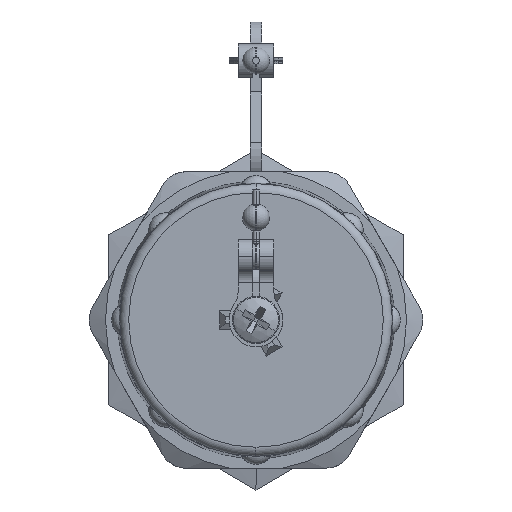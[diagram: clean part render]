
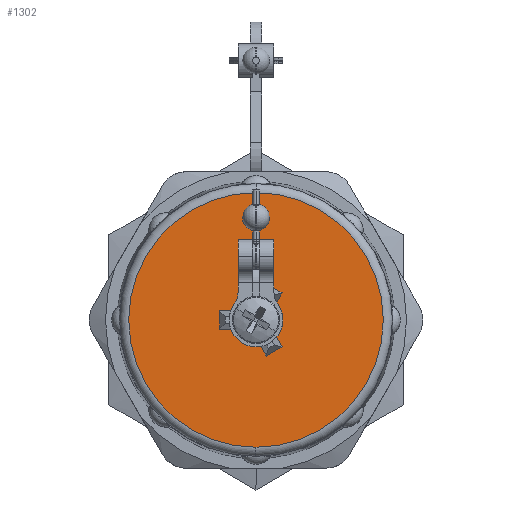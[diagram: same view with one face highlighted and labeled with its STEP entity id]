
A CAD part, left-side view. The second image highlights one B-rep face of the part: STEP entity #1302.
In plain terms, the highlighted face is planar.
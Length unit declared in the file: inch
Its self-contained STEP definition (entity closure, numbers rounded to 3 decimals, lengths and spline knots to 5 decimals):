
#341 = VERTEX_POINT ( 'NONE', #30680 ) ;
#371 = CARTESIAN_POINT ( 'NONE',  ( 0.63, -0.11464, -0.11856 ) ) ;
#610 = CARTESIAN_POINT ( 'NONE',  ( 0.63, 0.16, 0.04 ) ) ;
#736 = EDGE_CURVE ( 'NONE', #60828, #37149, #11490, .T. ) ;
#1302 = ADVANCED_FACE ( 'NONE', ( #47475, #42623 ), #26726, .T. ) ;
#1902 = EDGE_CURVE ( 'NONE', #10518, #48398, #56435, .T. ) ;
#1935 = AXIS2_PLACEMENT_3D ( 'NONE', #48608, #23295, #23935 ) ;
#4308 = ORIENTED_EDGE ( 'NONE', *, *, #1902, .F. ) ;
#4944 = CARTESIAN_POINT ( 'NONE',  ( 0.63, 0.07782, -0.04 ) ) ;
#5677 = VECTOR ( 'NONE', #30039, 39.37008 ) ;
#5772 = VECTOR ( 'NONE', #12577, 39.37008 ) ;
#5897 = DIRECTION ( 'NONE',  ( 1., 0., 0. ) ) ;
#7105 = EDGE_CURVE ( 'NONE', #48398, #341, #42625, .T. ) ;
#9108 = EDGE_CURVE ( 'NONE', #37054, #50472, #52565, .T. ) ;
#9542 = EDGE_CURVE ( 'NONE', #341, #47015, #56909, .T. ) ;
#9576 = DIRECTION ( 'NONE',  ( 1., 0., 0. ) ) ;
#10401 = CARTESIAN_POINT ( 'NONE',  ( 0.63, 0.07782, 0.04 ) ) ;
#10417 = CARTESIAN_POINT ( 'NONE',  ( 0.63, 0., -0.04 ) ) ;
#10518 = VERTEX_POINT ( 'NONE', #371 ) ;
#11486 = ORIENTED_EDGE ( 'NONE', *, *, #30115, .F. ) ;
#11490 = LINE ( 'NONE', #60205, #5677 ) ;
#11953 = DIRECTION ( 'NONE',  ( 0., 0., -1. ) ) ;
#11975 = AXIS2_PLACEMENT_3D ( 'NONE', #61443, #36812, #56899 ) ;
#12417 = CARTESIAN_POINT ( 'NONE',  ( 0.63, 0.03464, -0.02 ) ) ;
#12577 = DIRECTION ( 'NONE',  ( 0., 0.866, -0.5 ) ) ;
#12703 = DIRECTION ( 'NONE',  ( 0., -0.5, -0.866 ) ) ;
#12775 = CIRCLE ( 'NONE', #19006, 0.0875 ) ;
#12859 = VECTOR ( 'NONE', #47049, 39.37008 ) ;
#12982 = CARTESIAN_POINT ( 'NONE',  ( 0.63, 0., 0.5597 ) ) ;
#14442 = EDGE_CURVE ( 'NONE', #52446, #54202, #49701, .T. ) ;
#15016 = EDGE_CURVE ( 'NONE', #53657, #16367, #37952, .T. ) ;
#15955 = CARTESIAN_POINT ( 'NONE',  ( 0.63, -0.04536, 0.15856 ) ) ;
#16035 = CARTESIAN_POINT ( 'NONE',  ( 0.63, 0., -0.5597 ) ) ;
#16367 = VERTEX_POINT ( 'NONE', #610 ) ;
#16828 = DIRECTION ( 'NONE',  ( 1., 0., 0. ) ) ;
#16856 = AXIS2_PLACEMENT_3D ( 'NONE', #49100, #5897, #25692 ) ;
#17010 = VERTEX_POINT ( 'NONE', #49801 ) ;
#18699 = EDGE_CURVE ( 'NONE', #37149, #17010, #61433, .T. ) ;
#18835 = CARTESIAN_POINT ( 'NONE',  ( 0.63, -0.04536, -0.15856 ) ) ;
#19006 = AXIS2_PLACEMENT_3D ( 'NONE', #43612, #53675, #19584 ) ;
#19104 = DIRECTION ( 'NONE',  ( 0., 0., 1. ) ) ;
#19584 = DIRECTION ( 'NONE',  ( 0., 0., -1. ) ) ;
#19905 = DIRECTION ( 'NONE',  ( 0., -0.866, -0.5 ) ) ;
#20166 = DIRECTION ( 'NONE',  ( 0., 1., 0. ) ) ;
#20429 = ORIENTED_EDGE ( 'NONE', *, *, #53718, .F. ) ;
#20751 = ORIENTED_EDGE ( 'NONE', *, *, #34122, .F. ) ;
#21724 = DIRECTION ( 'NONE',  ( 1., 0., 0. ) ) ;
#22368 = CARTESIAN_POINT ( 'NONE',  ( 0.63, 0., 0. ) ) ;
#23295 = DIRECTION ( 'NONE',  ( 1., 0., 0. ) ) ;
#23935 = DIRECTION ( 'NONE',  ( 0., 0., -1. ) ) ;
#24021 = ORIENTED_EDGE ( 'NONE', *, *, #14442, .T. ) ;
#24148 = CIRCLE ( 'NONE', #35559, 0.5597 ) ;
#25528 = CARTESIAN_POINT ( 'NONE',  ( 0.63, 0., -0.0875 ) ) ;
#25692 = DIRECTION ( 'NONE',  ( 0., 0., -1. ) ) ;
#26726 = PLANE ( 'NONE',  #11975 ) ;
#27564 = DIRECTION ( 'NONE',  ( 0., 0., -1. ) ) ;
#28006 = LINE ( 'NONE', #53650, #29877 ) ;
#28414 = EDGE_CURVE ( 'NONE', #53820, #60828, #38754, .T. ) ;
#29877 = VECTOR ( 'NONE', #63363, 39.37008 ) ;
#30039 = DIRECTION ( 'NONE',  ( 0., 0.5, -0.866 ) ) ;
#30115 = EDGE_CURVE ( 'NONE', #34677, #53657, #30871, .T. ) ;
#30680 = CARTESIAN_POINT ( 'NONE',  ( 0.63, -0.00427, -0.0874 ) ) ;
#30871 = LINE ( 'NONE', #10417, #46232 ) ;
#31524 = CARTESIAN_POINT ( 'NONE',  ( 0.63, 0., 0. ) ) ;
#31774 = CARTESIAN_POINT ( 'NONE',  ( 0.63, -0.04536, -0.15856 ) ) ;
#32088 = ORIENTED_EDGE ( 'NONE', *, *, #40971, .F. ) ;
#33512 = DIRECTION ( 'NONE',  ( 0., 0.5, 0.866 ) ) ;
#33592 = VECTOR ( 'NONE', #19905, 39.37008 ) ;
#33918 = AXIS2_PLACEMENT_3D ( 'NONE', #46365, #16828, #11953 ) ;
#34122 = EDGE_CURVE ( 'NONE', #16367, #37054, #28006, .T. ) ;
#34191 = ORIENTED_EDGE ( 'NONE', *, *, #9542, .F. ) ;
#34677 = VERTEX_POINT ( 'NONE', #4944 ) ;
#35559 = AXIS2_PLACEMENT_3D ( 'NONE', #39139, #9576, #54377 ) ;
#35626 = ORIENTED_EDGE ( 'NONE', *, *, #62658, .F. ) ;
#36002 = EDGE_CURVE ( 'NONE', #17010, #10518, #57185, .T. ) ;
#36812 = DIRECTION ( 'NONE',  ( 1., 0., 0. ) ) ;
#37054 = VERTEX_POINT ( 'NONE', #10401 ) ;
#37149 = VERTEX_POINT ( 'NONE', #55842 ) ;
#37166 = ORIENTED_EDGE ( 'NONE', *, *, #28414, .F. ) ;
#37637 = CARTESIAN_POINT ( 'NONE',  ( 0.63, -0.00427, 0.0874 ) ) ;
#37952 = LINE ( 'NONE', #52868, #57004 ) ;
#38754 = LINE ( 'NONE', #54321, #33592 ) ;
#39139 = CARTESIAN_POINT ( 'NONE',  ( 0.63, 0., 0. ) ) ;
#40971 = EDGE_CURVE ( 'NONE', #50472, #48784, #12775, .T. ) ;
#41281 = CARTESIAN_POINT ( 'NONE',  ( 0.63, 0.16, -0.04 ) ) ;
#41592 = DIRECTION ( 'NONE',  ( 1., 0., 0. ) ) ;
#41852 = ORIENTED_EDGE ( 'NONE', *, *, #18699, .F. ) ;
#42491 = ORIENTED_EDGE ( 'NONE', *, *, #15016, .F. ) ;
#42623 = FACE_BOUND ( 'NONE', #63054, .T. ) ;
#42625 = LINE ( 'NONE', #12417, #45274 ) ;
#43151 = CARTESIAN_POINT ( 'NONE',  ( 0.63, 0.03464, 0.02 ) ) ;
#43612 = CARTESIAN_POINT ( 'NONE',  ( 0.63, 0., 0. ) ) ;
#44300 = ORIENTED_EDGE ( 'NONE', *, *, #736, .F. ) ;
#45225 = ORIENTED_EDGE ( 'NONE', *, *, #7105, .F. ) ;
#45274 = VECTOR ( 'NONE', #33512, 39.37008 ) ;
#46232 = VECTOR ( 'NONE', #20166, 39.37008 ) ;
#46365 = CARTESIAN_POINT ( 'NONE',  ( 0.63, 0., 0. ) ) ;
#47015 = VERTEX_POINT ( 'NONE', #25528 ) ;
#47049 = DIRECTION ( 'NONE',  ( 0., -0.5, 0.866 ) ) ;
#47475 = FACE_OUTER_BOUND ( 'NONE', #53378, .T. ) ;
#48302 = ORIENTED_EDGE ( 'NONE', *, *, #50267, .T. ) ;
#48398 = VERTEX_POINT ( 'NONE', #18835 ) ;
#48608 = CARTESIAN_POINT ( 'NONE',  ( 0.63, 0., 0. ) ) ;
#48784 = VERTEX_POINT ( 'NONE', #37637 ) ;
#49088 = CIRCLE ( 'NONE', #52173, 0.0875 ) ;
#49100 = CARTESIAN_POINT ( 'NONE',  ( 0.63, 0., 0. ) ) ;
#49278 = CARTESIAN_POINT ( 'NONE',  ( 0.63, -0.11464, 0.11856 ) ) ;
#49701 = CIRCLE ( 'NONE', #51785, 0.5597 ) ;
#49801 = CARTESIAN_POINT ( 'NONE',  ( 0.63, -0.07355, -0.0474 ) ) ;
#50267 = EDGE_CURVE ( 'NONE', #54202, #52446, #24148, .T. ) ;
#50461 = CARTESIAN_POINT ( 'NONE',  ( 0.63, 0., 0.0875 ) ) ;
#50472 = VERTEX_POINT ( 'NONE', #50461 ) ;
#51785 = AXIS2_PLACEMENT_3D ( 'NONE', #22368, #21724, #27564 ) ;
#52173 = AXIS2_PLACEMENT_3D ( 'NONE', #31524, #41592, #61056 ) ;
#52321 = CARTESIAN_POINT ( 'NONE',  ( 0.63, -0.03464, 0.02 ) ) ;
#52446 = VERTEX_POINT ( 'NONE', #16035 ) ;
#52565 = CIRCLE ( 'NONE', #33918, 0.0875 ) ;
#52868 = CARTESIAN_POINT ( 'NONE',  ( 0.63, 0.16, 0.04 ) ) ;
#53378 = EDGE_LOOP ( 'NONE', ( #24021, #48302 ) ) ;
#53650 = CARTESIAN_POINT ( 'NONE',  ( 0.63, 0., 0.04 ) ) ;
#53657 = VERTEX_POINT ( 'NONE', #41281 ) ;
#53675 = DIRECTION ( 'NONE',  ( 1., 0., 0. ) ) ;
#53718 = EDGE_CURVE ( 'NONE', #47015, #34677, #49088, .T. ) ;
#53790 = VECTOR ( 'NONE', #12703, 39.37008 ) ;
#53820 = VERTEX_POINT ( 'NONE', #15955 ) ;
#54202 = VERTEX_POINT ( 'NONE', #12982 ) ;
#54321 = CARTESIAN_POINT ( 'NONE',  ( 0.63, -0.11464, 0.11856 ) ) ;
#54377 = DIRECTION ( 'NONE',  ( 0., 0., -1. ) ) ;
#55842 = CARTESIAN_POINT ( 'NONE',  ( 0.63, -0.07355, 0.0474 ) ) ;
#56435 = LINE ( 'NONE', #31774, #5772 ) ;
#56899 = DIRECTION ( 'NONE',  ( 0., 0., -1. ) ) ;
#56909 = CIRCLE ( 'NONE', #1935, 0.0875 ) ;
#57004 = VECTOR ( 'NONE', #19104, 39.37008 ) ;
#57109 = LINE ( 'NONE', #43151, #12859 ) ;
#57185 = LINE ( 'NONE', #52321, #53790 ) ;
#59488 = ORIENTED_EDGE ( 'NONE', *, *, #9108, .F. ) ;
#60205 = CARTESIAN_POINT ( 'NONE',  ( 0.63, -0.03464, -0.02 ) ) ;
#60828 = VERTEX_POINT ( 'NONE', #49278 ) ;
#61056 = DIRECTION ( 'NONE',  ( 0., 0., -1. ) ) ;
#61099 = ORIENTED_EDGE ( 'NONE', *, *, #36002, .F. ) ;
#61433 = CIRCLE ( 'NONE', #16856, 0.0875 ) ;
#61443 = CARTESIAN_POINT ( 'NONE',  ( 0.63, 0., 0. ) ) ;
#62658 = EDGE_CURVE ( 'NONE', #48784, #53820, #57109, .T. ) ;
#63054 = EDGE_LOOP ( 'NONE', ( #41852, #44300, #37166, #35626, #32088, #59488, #20751, #42491, #11486, #20429, #34191, #45225, #4308, #61099 ) ) ;
#63363 = DIRECTION ( 'NONE',  ( 0., -1., 0. ) ) ;
